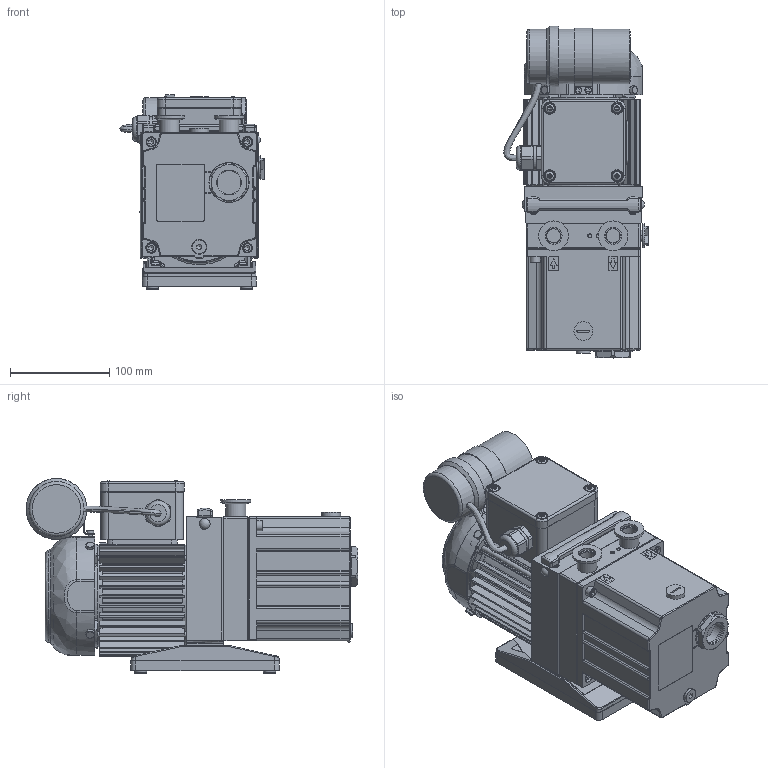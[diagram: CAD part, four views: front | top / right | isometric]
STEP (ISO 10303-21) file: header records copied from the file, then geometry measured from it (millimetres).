
FILE_DESCRIPTION((''),'2;1');
FILE_NAME('PK900456.stp','2011-07-19T08:01:39',('USLEBER'),(''),'Autodesk Inventor 2009','Autodesk Inventor 2009','');
FILE_SCHEMA(('CONFIG_CONTROL_DESIGN'));
Length unit declared in the file: millimetre
Products named in the file (1): PK900456_SW
Bounding box: 145.78 x 334.9 x 196.75 mm (x, y, z)
Volume: 492047.2 mm3; surface area: 517033.3 mm2
Topology: 23 solids, 24 shells, 3078 faces, 8083 edges, 5093 vertices
Faces by surface type: plane 1327, cylinder 891, bspline 510, cone 198, torus 119, sphere 33
Full cylindrical faces by diameter (mm): 3 x1, 3.36 x2, 3.8 x4, 4 x2, 4.1 x6, 4.4 x4, 5 x17, 5.4 x10, 5.54 x3, 5.6 x1, 5.65 x2, 6 x9, 6.7 x2, 6.8 x2, 7 x2, 7.2 x4, 7.5 x4, 8 x3, 8.5 x4, 8.6 x1, 9 x1, 9.728 x1, 10 x8, 11 x6, 13.157 x1, 14 x3, 14.3 x1, 15 x2, 15.21 x1, 15.5 x1
Entity records: 114027 total; most frequent: CARTESIAN_POINT 38240, ORIENTED_EDGE 15230, DIRECTION 15067, EDGE_CURVE 7615, AXIS2_PLACEMENT_3D 5741, VERTEX_POINT 4966, EDGE_LOOP 3587, VECTOR 3585
